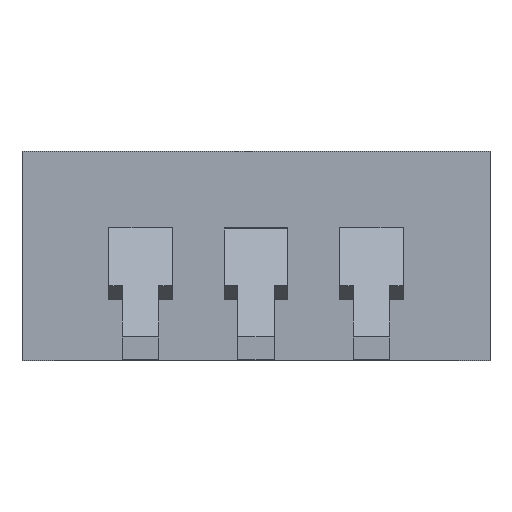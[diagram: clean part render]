
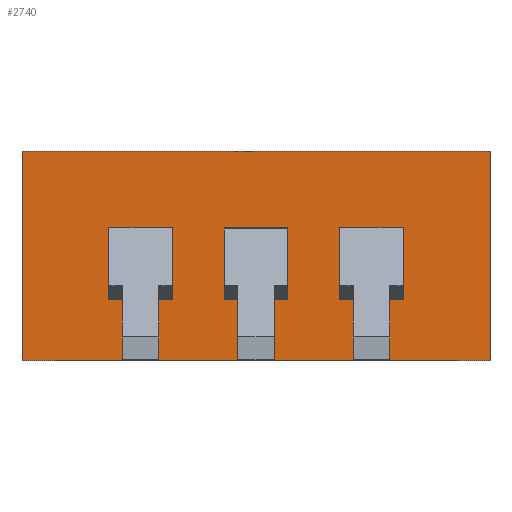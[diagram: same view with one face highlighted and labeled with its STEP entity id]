
A CAD part, top view. The second image highlights one B-rep face of the part: STEP entity #2740.
In plain terms, the highlighted planar face has unit normal (0, 0, 1).
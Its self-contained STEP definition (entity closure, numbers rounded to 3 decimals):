
#2 = CARTESIAN_POINT ( 'NONE',  ( -5.15, 2.905, 0. ) ) ;
#8 = LINE ( 'NONE', #1669, #1716 ) ;
#18 = CARTESIAN_POINT ( 'NONE',  ( -5.15, 0., 0. ) ) ;
#26 = DIRECTION ( 'NONE',  ( 0., 1., 0. ) ) ;
#30 = EDGE_CURVE ( 'NONE', #326, #222, #1454, .T. ) ;
#45 = DIRECTION ( 'NONE',  ( 0., 1., 0. ) ) ;
#55 = EDGE_CURVE ( 'NONE', #2362, #2738, #2658, .T. ) ;
#104 = VERTEX_POINT ( 'NONE', #1647 ) ;
#107 = CARTESIAN_POINT ( 'NONE',  ( -0.7, 2.4, 0. ) ) ;
#109 = CARTESIAN_POINT ( 'NONE',  ( 1.84, 2.4, 0. ) ) ;
#117 = CARTESIAN_POINT ( 'NONE',  ( -5.15, 4.6, 0. ) ) ;
#145 = CARTESIAN_POINT ( 'NONE',  ( -0.7, 2.9, 0. ) ) ;
#168 = VECTOR ( 'NONE', #1187, 1000. ) ;
#172 = VERTEX_POINT ( 'NONE', #1015 ) ;
#194 = VECTOR ( 'NONE', #615, 1000. ) ;
#222 = VERTEX_POINT ( 'NONE', #399 ) ;
#233 = CARTESIAN_POINT ( 'NONE',  ( 3.24, 2.4, 0. ) ) ;
#252 = FACE_BOUND ( 'NONE', #1365, .T. ) ;
#271 = EDGE_CURVE ( 'NONE', #172, #865, #2626, .T. ) ;
#290 = CARTESIAN_POINT ( 'NONE',  ( -5.15, 2.905, 0. ) ) ;
#322 = ORIENTED_EDGE ( 'NONE', *, *, #1893, .T. ) ;
#323 = VERTEX_POINT ( 'NONE', #1278 ) ;
#326 = VERTEX_POINT ( 'NONE', #2067 ) ;
#332 = VECTOR ( 'NONE', #2328, 1000. ) ;
#340 = PLANE ( 'NONE',  #997 ) ;
#347 = VERTEX_POINT ( 'NONE', #2825 ) ;
#349 = DIRECTION ( 'NONE',  ( 0., 0., -1. ) ) ;
#354 = EDGE_LOOP ( 'NONE', ( #2232, #955, #2050, #2500 ) ) ;
#361 = EDGE_CURVE ( 'NONE', #1662, #1600, #2761, .T. ) ;
#372 = DIRECTION ( 'NONE',  ( 1., 0., 0. ) ) ;
#373 = VECTOR ( 'NONE', #2446, 1000. ) ;
#384 = ORIENTED_EDGE ( 'NONE', *, *, #30, .F. ) ;
#399 = CARTESIAN_POINT ( 'NONE',  ( -1.84, 2.4, 0. ) ) ;
#404 = LINE ( 'NONE', #829, #332 ) ;
#422 = VERTEX_POINT ( 'NONE', #2217 ) ;
#445 = CARTESIAN_POINT ( 'NONE',  ( -5.15, 2.4, 0. ) ) ;
#460 = ORIENTED_EDGE ( 'NONE', *, *, #361, .F. ) ;
#483 = ORIENTED_EDGE ( 'NONE', *, *, #1686, .T. ) ;
#515 = LINE ( 'NONE', #2829, #1628 ) ;
#519 = EDGE_CURVE ( 'NONE', #347, #1165, #2536, .T. ) ;
#527 = EDGE_LOOP ( 'NONE', ( #612, #909, #1326, #322 ) ) ;
#556 = VECTOR ( 'NONE', #1097, 1000. ) ;
#612 = ORIENTED_EDGE ( 'NONE', *, *, #2556, .F. ) ;
#615 = DIRECTION ( 'NONE',  ( 0., -1., 0. ) ) ;
#668 = VECTOR ( 'NONE', #2496, 1000. ) ;
#755 = FACE_OUTER_BOUND ( 'NONE', #354, .T. ) ;
#778 = CARTESIAN_POINT ( 'NONE',  ( -1.84, 2.905, 0. ) ) ;
#795 = DIRECTION ( 'NONE',  ( 0., 1., 0. ) ) ;
#829 = CARTESIAN_POINT ( 'NONE',  ( -5.15, 2.9, 0. ) ) ;
#838 = VERTEX_POINT ( 'NONE', #2741 ) ;
#865 = VERTEX_POINT ( 'NONE', #1868 ) ;
#868 = CARTESIAN_POINT ( 'NONE',  ( -3.24, 2.4, 0. ) ) ;
#899 = DIRECTION ( 'NONE',  ( 0., -1., 0. ) ) ;
#909 = ORIENTED_EDGE ( 'NONE', *, *, #2196, .T. ) ;
#921 = CARTESIAN_POINT ( 'NONE',  ( 1.84, 2.4, 0. ) ) ;
#955 = ORIENTED_EDGE ( 'NONE', *, *, #2140, .T. ) ;
#997 = AXIS2_PLACEMENT_3D ( 'NONE', #117, #349, #1668 ) ;
#1015 = CARTESIAN_POINT ( 'NONE',  ( 3.24, 2.905, 0. ) ) ;
#1020 = VERTEX_POINT ( 'NONE', #1048 ) ;
#1038 = ORIENTED_EDGE ( 'NONE', *, *, #2794, .T. ) ;
#1044 = DIRECTION ( 'NONE',  ( 0., -1., 0. ) ) ;
#1048 = CARTESIAN_POINT ( 'NONE',  ( 0.7, 2.4, 0. ) ) ;
#1067 = EDGE_LOOP ( 'NONE', ( #460, #483, #384, #1265 ) ) ;
#1091 = DIRECTION ( 'NONE',  ( 0., -1., 0. ) ) ;
#1097 = DIRECTION ( 'NONE',  ( -1., 0., 0. ) ) ;
#1165 = VERTEX_POINT ( 'NONE', #18 ) ;
#1187 = DIRECTION ( 'NONE',  ( -1., 0., 0. ) ) ;
#1219 = ORIENTED_EDGE ( 'NONE', *, *, #55, .F. ) ;
#1265 = ORIENTED_EDGE ( 'NONE', *, *, #1782, .T. ) ;
#1273 = VECTOR ( 'NONE', #372, 1000. ) ;
#1278 = CARTESIAN_POINT ( 'NONE',  ( 0.7, 2.9, 0. ) ) ;
#1307 = LINE ( 'NONE', #1574, #1817 ) ;
#1326 = ORIENTED_EDGE ( 'NONE', *, *, #2409, .F. ) ;
#1359 = FACE_BOUND ( 'NONE', #1067, .T. ) ;
#1365 = EDGE_LOOP ( 'NONE', ( #1219, #1038, #1710, #1799 ) ) ;
#1454 = LINE ( 'NONE', #445, #2823 ) ;
#1455 = CARTESIAN_POINT ( 'NONE',  ( 3.24, 2.4, 0. ) ) ;
#1562 = CARTESIAN_POINT ( 'NONE',  ( -5.15, 0., 0. ) ) ;
#1574 = CARTESIAN_POINT ( 'NONE',  ( -1.84, 2.4, 0. ) ) ;
#1584 = DIRECTION ( 'NONE',  ( 1., 0., 0. ) ) ;
#1600 = VERTEX_POINT ( 'NONE', #1607 ) ;
#1607 = CARTESIAN_POINT ( 'NONE',  ( -3.24, 2.905, 0. ) ) ;
#1628 = VECTOR ( 'NONE', #1044, 1000. ) ;
#1636 = CARTESIAN_POINT ( 'NONE',  ( -5.15, 2.4, 0. ) ) ;
#1647 = CARTESIAN_POINT ( 'NONE',  ( -0.7, 2.9, 0. ) ) ;
#1652 = EDGE_CURVE ( 'NONE', #422, #1165, #1886, .T. ) ;
#1662 = VERTEX_POINT ( 'NONE', #778 ) ;
#1668 = DIRECTION ( 'NONE',  ( -1., 0., 0. ) ) ;
#1669 = CARTESIAN_POINT ( 'NONE',  ( -5.15, 2.4, 0. ) ) ;
#1679 = VECTOR ( 'NONE', #795, 1000. ) ;
#1686 = EDGE_CURVE ( 'NONE', #1662, #222, #1307, .T. ) ;
#1710 = ORIENTED_EDGE ( 'NONE', *, *, #271, .F. ) ;
#1716 = VECTOR ( 'NONE', #1584, 1000. ) ;
#1736 = DIRECTION ( 'NONE',  ( 1., 0., 0. ) ) ;
#1746 = LINE ( 'NONE', #145, #2344 ) ;
#1782 = EDGE_CURVE ( 'NONE', #326, #1600, #2277, .T. ) ;
#1799 = ORIENTED_EDGE ( 'NONE', *, *, #1838, .T. ) ;
#1817 = VECTOR ( 'NONE', #1091, 1000. ) ;
#1838 = EDGE_CURVE ( 'NONE', #172, #2738, #2391, .T. ) ;
#1868 = CARTESIAN_POINT ( 'NONE',  ( 1.84, 2.905, 0. ) ) ;
#1886 = LINE ( 'NONE', #2129, #194 ) ;
#1893 = EDGE_CURVE ( 'NONE', #2734, #104, #1746, .T. ) ;
#1943 = FACE_BOUND ( 'NONE', #527, .T. ) ;
#1975 = VECTOR ( 'NONE', #26, 1000. ) ;
#2050 = ORIENTED_EDGE ( 'NONE', *, *, #1652, .T. ) ;
#2066 = LINE ( 'NONE', #2230, #2660 ) ;
#2067 = CARTESIAN_POINT ( 'NONE',  ( -3.24, 2.4, 0. ) ) ;
#2129 = CARTESIAN_POINT ( 'NONE',  ( -5.15, 4.6, 0. ) ) ;
#2136 = LINE ( 'NONE', #2600, #373 ) ;
#2140 = EDGE_CURVE ( 'NONE', #838, #422, #2136, .T. ) ;
#2196 = EDGE_CURVE ( 'NONE', #323, #1020, #2066, .T. ) ;
#2217 = CARTESIAN_POINT ( 'NONE',  ( -5.15, 4.6, 0. ) ) ;
#2230 = CARTESIAN_POINT ( 'NONE',  ( 0.7, 2.9, 0. ) ) ;
#2232 = ORIENTED_EDGE ( 'NONE', *, *, #2860, .F. ) ;
#2236 = VECTOR ( 'NONE', #2499, 1000. ) ;
#2277 = LINE ( 'NONE', #868, #1679 ) ;
#2328 = DIRECTION ( 'NONE',  ( -1., 0., 0. ) ) ;
#2344 = VECTOR ( 'NONE', #45, 1000. ) ;
#2362 = VERTEX_POINT ( 'NONE', #109 ) ;
#2391 = LINE ( 'NONE', #233, #668 ) ;
#2409 = EDGE_CURVE ( 'NONE', #2734, #1020, #8, .T. ) ;
#2446 = DIRECTION ( 'NONE',  ( -1., 0., 0. ) ) ;
#2496 = DIRECTION ( 'NONE',  ( 0., -1., 0. ) ) ;
#2499 = DIRECTION ( 'NONE',  ( -1., 0., 0. ) ) ;
#2500 = ORIENTED_EDGE ( 'NONE', *, *, #519, .F. ) ;
#2536 = LINE ( 'NONE', #1562, #168 ) ;
#2556 = EDGE_CURVE ( 'NONE', #323, #104, #404, .T. ) ;
#2575 = LINE ( 'NONE', #921, #1975 ) ;
#2600 = CARTESIAN_POINT ( 'NONE',  ( -5.15, 4.6, 0. ) ) ;
#2626 = LINE ( 'NONE', #290, #2236 ) ;
#2658 = LINE ( 'NONE', #1636, #1273 ) ;
#2660 = VECTOR ( 'NONE', #899, 1000. ) ;
#2734 = VERTEX_POINT ( 'NONE', #107 ) ;
#2738 = VERTEX_POINT ( 'NONE', #1455 ) ;
#2740 = ADVANCED_FACE ( 'NONE', ( #252, #1943, #755, #1359 ), #340, .F. ) ;
#2741 = CARTESIAN_POINT ( 'NONE',  ( 5.15, 4.6, 0. ) ) ;
#2761 = LINE ( 'NONE', #2, #556 ) ;
#2794 = EDGE_CURVE ( 'NONE', #2362, #865, #2575, .T. ) ;
#2823 = VECTOR ( 'NONE', #1736, 1000. ) ;
#2825 = CARTESIAN_POINT ( 'NONE',  ( 5.15, 0., 0. ) ) ;
#2829 = CARTESIAN_POINT ( 'NONE',  ( 5.15, 4.6, 0. ) ) ;
#2860 = EDGE_CURVE ( 'NONE', #838, #347, #515, .T. ) ;
